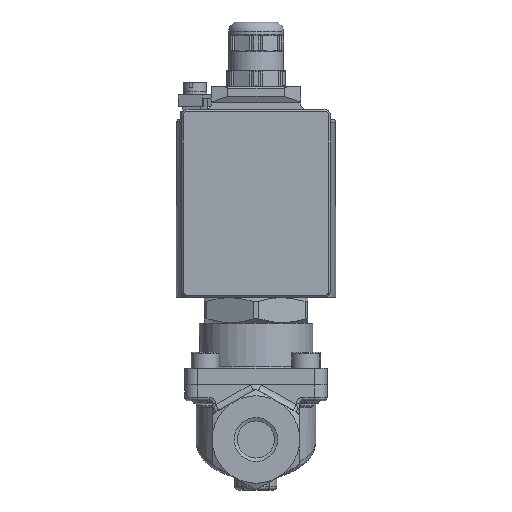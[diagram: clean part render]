
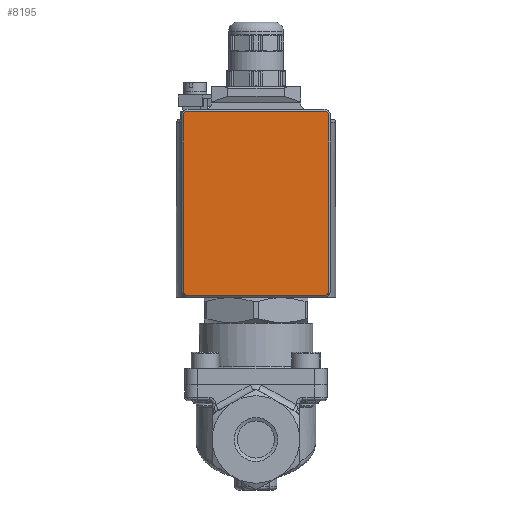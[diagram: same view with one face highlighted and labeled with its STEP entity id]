
A CAD part, front view. The second image highlights one B-rep face of the part: STEP entity #8195.
In plain terms, the highlighted planar face has unit normal (0, -1, 0).
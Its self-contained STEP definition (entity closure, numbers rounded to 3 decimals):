
#681=LINE('',#16880,#1080);
#682=LINE('',#16884,#1081);
#683=LINE('',#16888,#1082);
#684=LINE('',#16892,#1083);
#1080=VECTOR('',#11153,54.);
#1081=VECTOR('',#11156,42.);
#1082=VECTOR('',#11159,54.);
#1083=VECTOR('',#11162,42.);
#1879=PLANE('',#9059);
#2571=FACE_OUTER_BOUND('',#3103,.T.);
#3103=EDGE_LOOP('',(#7590,#7591,#7592,#7593,#7594,#7595,#7596,#7597));
#3502=CIRCLE('',#9060,1.5);
#3503=CIRCLE('',#9061,1.5);
#3504=CIRCLE('',#9062,1.5);
#3505=CIRCLE('',#9063,1.5);
#4217=VERTEX_POINT('',#16878);
#4218=VERTEX_POINT('',#16879);
#4219=VERTEX_POINT('',#16881);
#4220=VERTEX_POINT('',#16883);
#4221=VERTEX_POINT('',#16885);
#4222=VERTEX_POINT('',#16887);
#4223=VERTEX_POINT('',#16889);
#4224=VERTEX_POINT('',#16891);
#5347=EDGE_CURVE('',#4217,#4218,#681,.T.);
#5348=EDGE_CURVE('',#4219,#4217,#3502,.T.);
#5349=EDGE_CURVE('',#4220,#4219,#682,.T.);
#5350=EDGE_CURVE('',#4221,#4220,#3503,.T.);
#5351=EDGE_CURVE('',#4222,#4221,#683,.T.);
#5352=EDGE_CURVE('',#4223,#4222,#3504,.T.);
#5353=EDGE_CURVE('',#4224,#4223,#684,.T.);
#5354=EDGE_CURVE('',#4218,#4224,#3505,.T.);
#7590=ORIENTED_EDGE('',*,*,#5347,.F.);
#7591=ORIENTED_EDGE('',*,*,#5348,.F.);
#7592=ORIENTED_EDGE('',*,*,#5349,.F.);
#7593=ORIENTED_EDGE('',*,*,#5350,.F.);
#7594=ORIENTED_EDGE('',*,*,#5351,.F.);
#7595=ORIENTED_EDGE('',*,*,#5352,.F.);
#7596=ORIENTED_EDGE('',*,*,#5353,.F.);
#7597=ORIENTED_EDGE('',*,*,#5354,.F.);
#8195=ADVANCED_FACE('',(#2571),#1879,.F.);
#9059=AXIS2_PLACEMENT_3D('',#16877,#11151,#11152);
#9060=AXIS2_PLACEMENT_3D('',#16882,#11154,#11155);
#9061=AXIS2_PLACEMENT_3D('',#16886,#11157,#11158);
#9062=AXIS2_PLACEMENT_3D('',#16890,#11160,#11161);
#9063=AXIS2_PLACEMENT_3D('',#16893,#11163,#11164);
#11151=DIRECTION('center_axis',(0.,1.,0.));
#11152=DIRECTION('ref_axis',(0.,0.,
1.));
#11153=DIRECTION('',(0.,0.,1.));
#11154=DIRECTION('center_axis',(0.,1.,0.));
#11155=DIRECTION('ref_axis',(0.,0.,
-1.));
#11156=DIRECTION('',(-1.,0.,0.));
#11157=DIRECTION('center_axis',(0.,1.,0.));
#11158=DIRECTION('ref_axis',(1.,0.,0.));
#11159=DIRECTION('',(0.,0.,-1.));
#11160=DIRECTION('center_axis',(0.,1.,0.));
#11161=DIRECTION('ref_axis',(0.,0.,
1.));
#11162=DIRECTION('',(1.,0.,0.));
#11163=DIRECTION('center_axis',(0.,1.,0.));
#11164=DIRECTION('ref_axis',(-1.,0.,0.));
#16877=CARTESIAN_POINT('Origin',(0.015,-77.6,72.964));
#16878=CARTESIAN_POINT('',(-22.485,-77.6,45.964));
#16879=CARTESIAN_POINT('',(-22.485,-77.6,99.964));
#16880=CARTESIAN_POINT('',(-22.485,-77.6,86.464));
#16881=CARTESIAN_POINT('',(-20.985,-77.6,44.464));
#16882=CARTESIAN_POINT('Origin',(-20.985,-77.6,45.964));
#16883=CARTESIAN_POINT('',(21.015,-77.6,44.464));
#16884=CARTESIAN_POINT('',(-10.485,-77.6,44.464));
#16885=CARTESIAN_POINT('',(22.515,-77.6,45.964));
#16886=CARTESIAN_POINT('Origin',(21.015,-77.6,45.964));
#16887=CARTESIAN_POINT('',(22.515,-77.6,99.964));
#16888=CARTESIAN_POINT('',(22.515,-77.6,59.464));
#16889=CARTESIAN_POINT('',(21.015,-77.6,101.464));
#16890=CARTESIAN_POINT('Origin',(21.015,-77.6,99.964));
#16891=CARTESIAN_POINT('',(-20.985,-77.6,101.464));
#16892=CARTESIAN_POINT('',(10.515,-77.6,101.464));
#16893=CARTESIAN_POINT('Origin',(-20.985,-77.6,99.964));
